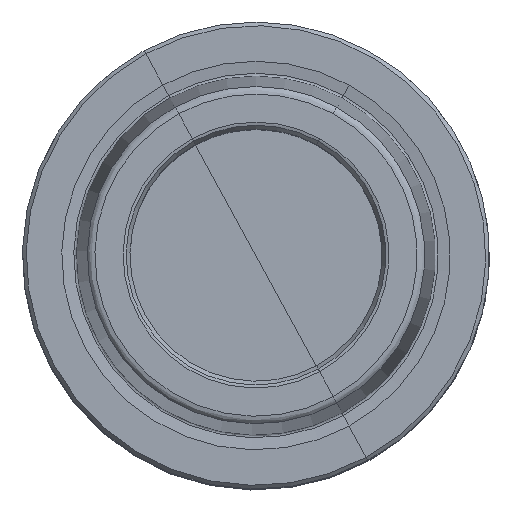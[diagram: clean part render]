
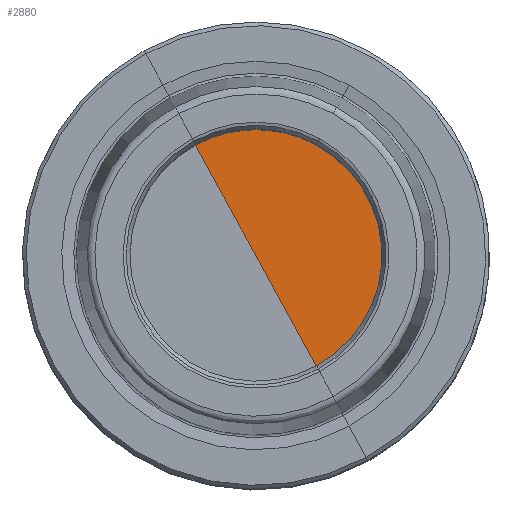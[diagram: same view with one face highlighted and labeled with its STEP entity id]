
A CAD part, top view. The second image highlights one B-rep face of the part: STEP entity #2880.
In plain terms, the highlighted planar face has unit normal (0, 0, 1).
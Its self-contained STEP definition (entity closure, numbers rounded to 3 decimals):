
#35=AXIS2_PLACEMENT_3D('Plane Axis2P3D',#32,#33,#34) ;
#1849=AXIS2_PLACEMENT_3D('Circle Axis2P3D',#1847,#1848,$) ;
#2857=AXIS2_PLACEMENT_3D('Circle Axis2P3D',#2855,#2856,$) ;
#32=CARTESIAN_POINT('Axis2P3D Location',(0.,-15.75,-10.)) ;
#37=CARTESIAN_POINT('Line Origine',(0.,0.,-10.)) ;
#41=CARTESIAN_POINT('Vertex',(8.15,-14.919,-10.)) ;
#43=CARTESIAN_POINT('Vertex',(-8.15,14.919,-10.)) ;
#1847=CARTESIAN_POINT('Axis2P3D Location',(0.,0.,-10.)) ;
#1851=CARTESIAN_POINT('Vertex',(8.15,14.919,-10.)) ;
#2855=CARTESIAN_POINT('Axis2P3D Location',(0.,0.,-10.)) ;
#33=DIRECTION('Axis2P3D Direction',(0.,0.,-1.)) ;
#34=DIRECTION('Axis2P3D XDirection',(-1.,0.,0.)) ;
#38=DIRECTION('Vector Direction',(0.479,-0.878,0.)) ;
#1848=DIRECTION('Axis2P3D Direction',(0.,0.,1.)) ;
#2856=DIRECTION('Axis2P3D Direction',(0.,0.,1.)) ;
#39=VECTOR('Line Direction',#38,1.) ;
#2876=ORIENTED_EDGE('',*,*,#2859,.T.) ;
#2877=ORIENTED_EDGE('',*,*,#1853,.T.) ;
#2878=ORIENTED_EDGE('',*,*,#45,.F.) ;
#2880=ADVANCED_FACE('NOCUT',(#2879),#36,.F.) ;
#1850=CIRCLE('generated circle',#1849,17.) ;
#2858=CIRCLE('generated circle',#2857,17.) ;
#45=EDGE_CURVE('',#42,#44,#40,.F.) ;
#1853=EDGE_CURVE('',#1852,#44,#1850,.T.) ;
#2859=EDGE_CURVE('',#42,#1852,#2858,.T.) ;
#2875=EDGE_LOOP('',(#2876,#2877,#2878)) ;
#2879=FACE_OUTER_BOUND('',#2875,.T.) ;
#40=LINE('Line',#37,#39) ;
#36=PLANE('',#35) ;
#42=VERTEX_POINT('',#41) ;
#44=VERTEX_POINT('',#43) ;
#1852=VERTEX_POINT('',#1851) ;
